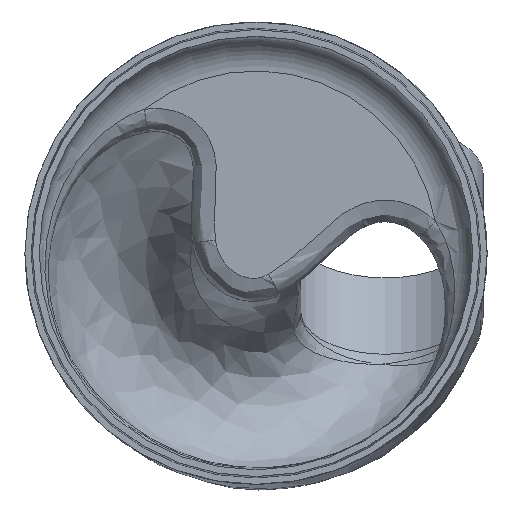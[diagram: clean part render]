
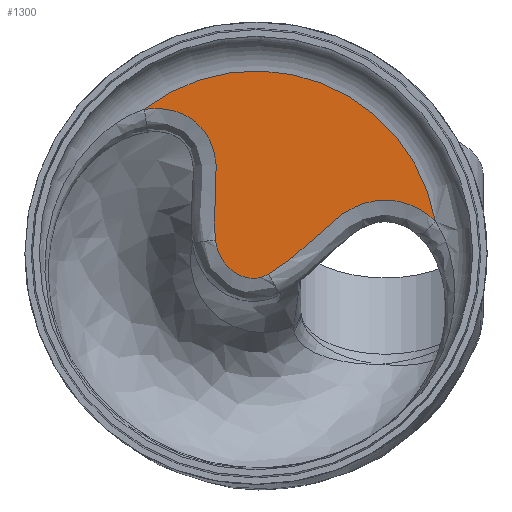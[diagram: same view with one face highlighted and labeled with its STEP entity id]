
A CAD part, top view. The second image highlights one B-rep face of the part: STEP entity #1300.
In plain terms, the highlighted planar face has unit normal (0, 0, 1).
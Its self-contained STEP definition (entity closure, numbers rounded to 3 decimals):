
#90=PLANE('',#1401);
#178=B_SPLINE_CURVE_WITH_KNOTS('',3,(#4221,#4222,#4223,#4224,#4225,#4226,
#4227,#4228,#4229,#4230),.UNSPECIFIED.,.F.,.F.,(4,1,1,1,1,1,1,4),(-7.731,
-6.627,-5.522,-4.418,-3.313,
-2.209,-1.104,0.),.UNSPECIFIED.);
#184=B_SPLINE_CURVE_WITH_KNOTS('',3,(#4498,#4499,#4500,#4501,#4502,#4503,
#4504,#4505,#4506,#4507,#4508),.UNSPECIFIED.,.F.,.F.,(4,1,1,1,1,1,1,1,4),
(-8.542,-7.932,-7.322,-6.101,
-4.881,-3.661,-2.441,-1.22,
0.),.UNSPECIFIED.);
#187=B_SPLINE_CURVE_WITH_KNOTS('',3,(#4571,#4572,#4573,#4574,#4575,#4576,
#4577,#4578),.UNSPECIFIED.,.F.,.F.,(4,1,1,1,1,4),(-3.238,-2.313,
-1.388,-0.925,-0.463,0.),
 .UNSPECIFIED.);
#253=FACE_OUTER_BOUND('',#337,.T.);
#337=EDGE_LOOP('',(#974,#975,#976,#977));
#410=CIRCLE('',#1402,78.953);
#513=VERTEX_POINT('',#4217);
#514=VERTEX_POINT('',#4219);
#518=VERTEX_POINT('',#4424);
#519=VERTEX_POINT('',#4497);
#670=EDGE_CURVE('',#513,#514,#178,.T.);
#679=EDGE_CURVE('',#519,#518,#184,.T.);
#683=EDGE_CURVE('',#514,#519,#187,.T.);
#684=EDGE_CURVE('',#518,#513,#410,.T.);
#974=ORIENTED_EDGE('',*,*,#679,.T.);
#975=ORIENTED_EDGE('',*,*,#684,.T.);
#976=ORIENTED_EDGE('',*,*,#670,.T.);
#977=ORIENTED_EDGE('',*,*,#683,.T.);
#1300=ADVANCED_FACE('',(#253),#90,.T.);
#1401=AXIS2_PLACEMENT_3D('',#4613,#1550,#1551);
#1402=AXIS2_PLACEMENT_3D('',#4614,#1552,#1553);
#1550=DIRECTION('center_axis',(0.,0.,1.));
#1551=DIRECTION('ref_axis',(-1.,0.,0.));
#1552=DIRECTION('center_axis',(0.,0.,1.));
#1553=DIRECTION('ref_axis',(-0.797,0.603,0.));
#4217=CARTESIAN_POINT('',(-51.363,65.406,-60.));
#4219=CARTESIAN_POINT('',(-20.567,8.686,-60.));
#4221=CARTESIAN_POINT('Ctrl Pts',(-51.363,65.406,-60.));
#4222=CARTESIAN_POINT('Ctrl Pts',(-47.712,65.874,-60.));
#4223=CARTESIAN_POINT('Ctrl Pts',(-40.258,65.775,-60.));
#4224=CARTESIAN_POINT('Ctrl Pts',(-29.802,61.438,-60.));
#4225=CARTESIAN_POINT('Ctrl Pts',(-22.472,52.713,-60.));
#4226=CARTESIAN_POINT('Ctrl Pts',(-19.82,41.781,-60.));
#4227=CARTESIAN_POINT('Ctrl Pts',(-20.227,30.722,-60.));
#4228=CARTESIAN_POINT('Ctrl Pts',(-21.192,19.729,-60.));
#4229=CARTESIAN_POINT('Ctrl Pts',(-21.024,12.339,-60.));
#4230=CARTESIAN_POINT('Ctrl Pts',(-20.567,8.686,-60.));
#4424=CARTESIAN_POINT('',(74.744,16.763,-60.));
#4497=CARTESIAN_POINT('',(2.477,-6.143,-60.));
#4498=CARTESIAN_POINT('Ctrl Pts',(2.477,-6.143,-60.));
#4499=CARTESIAN_POINT('Ctrl Pts',(4.243,-5.135,-60.));
#4500=CARTESIAN_POINT('Ctrl Pts',(7.691,-2.941,-60.));
#4501=CARTESIAN_POINT('Ctrl Pts',(14.147,2.032,-60.));
#4502=CARTESIAN_POINT('Ctrl Pts',(21.482,9.009,-60.));
#4503=CARTESIAN_POINT('Ctrl Pts',(30.328,17.402,-60.));
#4504=CARTESIAN_POINT('Ctrl Pts',(40.638,24.141,-60.));
#4505=CARTESIAN_POINT('Ctrl Pts',(52.8,26.895,-60.));
#4506=CARTESIAN_POINT('Ctrl Pts',(65.017,24.284,-60.));
#4507=CARTESIAN_POINT('Ctrl Pts',(71.807,19.577,-60.));
#4508=CARTESIAN_POINT('Ctrl Pts',(74.744,16.763,-60.));
#4571=CARTESIAN_POINT('Ctrl Pts',(-20.567,8.686,-60.));
#4572=CARTESIAN_POINT('Ctrl Pts',(-20.185,5.626,-60.));
#4573=CARTESIAN_POINT('Ctrl Pts',(-18.177,-0.362,
-60.));
#4574=CARTESIAN_POINT('Ctrl Pts',(-12.425,-5.898,-60.));
#4575=CARTESIAN_POINT('Ctrl Pts',(-6.506,-7.913,-60.));
#4576=CARTESIAN_POINT('Ctrl Pts',(-1.819,-7.948,-60.));
#4577=CARTESIAN_POINT('Ctrl Pts',(1.138,-6.907,-60.));
#4578=CARTESIAN_POINT('Ctrl Pts',(2.477,-6.143,-60.));
#4613=CARTESIAN_POINT('Origin',(103.937,0.,-60.));
#4614=CARTESIAN_POINT('Origin',(-3.,3.,-60.));
